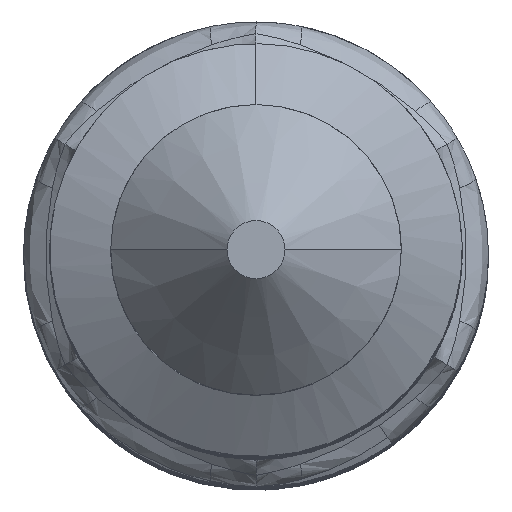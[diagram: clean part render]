
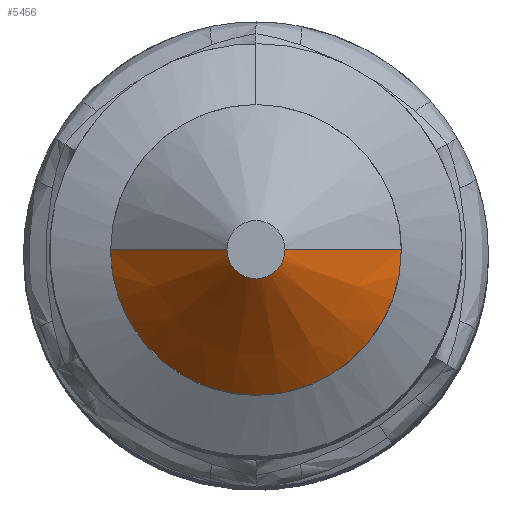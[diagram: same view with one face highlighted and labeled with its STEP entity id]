
A CAD part, top view. The second image highlights one B-rep face of the part: STEP entity #5456.
In plain terms, the highlighted conical face has half-angle 45 degrees and reference radius 0.5 mm.
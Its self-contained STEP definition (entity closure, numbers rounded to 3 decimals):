
#40 = FACE_OUTER_BOUND ( 'NONE', #16123, .T. ) ;
#446 = CARTESIAN_POINT ( 'NONE',  ( 0.5, 0., 0. ) ) ;
#635 = ORIENTED_EDGE ( 'NONE', *, *, #14963, .F. ) ;
#1034 = CARTESIAN_POINT ( 'NONE',  ( -0.5, 0., 0. ) ) ;
#1357 = DIRECTION ( 'NONE',  ( -1., 0., 0. ) ) ;
#1903 = EDGE_CURVE ( 'NONE', #11474, #17265, #6009, .T. ) ;
#3342 = CONICAL_SURFACE ( 'NONE', #9906, 0.5, 0.785 ) ;
#4113 = DIRECTION ( 'NONE',  ( 0., 0., -1. ) ) ;
#4190 = CARTESIAN_POINT ( 'NONE',  ( 0.5, 0., 0. ) ) ;
#4242 = DIRECTION ( 'NONE',  ( 0., 0., -1. ) ) ;
#4549 = VERTEX_POINT ( 'NONE', #4725 ) ;
#4725 = CARTESIAN_POINT ( 'NONE',  ( -2.5, 0., -2. ) ) ;
#5456 = ADVANCED_FACE ( 'NONE', ( #40 ), #3342, .T. ) ;
#6009 = LINE ( 'NONE', #446, #9653 ) ;
#6455 = ORIENTED_EDGE ( 'NONE', *, *, #7792, .F. ) ;
#7028 = AXIS2_PLACEMENT_3D ( 'NONE', #12377, #4113, #13782 ) ;
#7411 = DIRECTION ( 'NONE',  ( -0.707, 0., -0.707 ) ) ;
#7558 = CARTESIAN_POINT ( 'NONE',  ( 0., 0., 0. ) ) ;
#7792 = EDGE_CURVE ( 'NONE', #14211, #11474, #9163, .T. ) ;
#8702 = ORIENTED_EDGE ( 'NONE', *, *, #1903, .F. ) ;
#8929 = DIRECTION ( 'NONE',  ( 1., 0., 0. ) ) ;
#8985 = EDGE_CURVE ( 'NONE', #14211, #4549, #16527, .T. ) ;
#9163 = CIRCLE ( 'NONE', #17445, 0.5 ) ;
#9653 = VECTOR ( 'NONE', #17119, 1000. ) ;
#9906 = AXIS2_PLACEMENT_3D ( 'NONE', #13922, #4242, #1357 ) ;
#11474 = VERTEX_POINT ( 'NONE', #4190 ) ;
#12377 = CARTESIAN_POINT ( 'NONE',  ( 0., 0., -2. ) ) ;
#12418 = VECTOR ( 'NONE', #7411, 1000. ) ;
#13782 = DIRECTION ( 'NONE',  ( 1., 0., 0. ) ) ;
#13798 = CARTESIAN_POINT ( 'NONE',  ( 2.5, 0., -2. ) ) ;
#13922 = CARTESIAN_POINT ( 'NONE',  ( 0., 0., 0. ) ) ;
#14211 = VERTEX_POINT ( 'NONE', #1034 ) ;
#14243 = CARTESIAN_POINT ( 'NONE',  ( -0.5, 0., 0. ) ) ;
#14300 = ORIENTED_EDGE ( 'NONE', *, *, #8985, .T. ) ;
#14963 = EDGE_CURVE ( 'NONE', #17265, #4549, #17019, .T. ) ;
#16123 = EDGE_LOOP ( 'NONE', ( #8702, #6455, #14300, #635 ) ) ;
#16527 = LINE ( 'NONE', #14243, #12418 ) ;
#17019 = CIRCLE ( 'NONE', #7028, 2.5 ) ;
#17119 = DIRECTION ( 'NONE',  ( 0.707, 0., -0.707 ) ) ;
#17215 = DIRECTION ( 'NONE',  ( 0., 0., 1. ) ) ;
#17265 = VERTEX_POINT ( 'NONE', #13798 ) ;
#17445 = AXIS2_PLACEMENT_3D ( 'NONE', #7558, #17215, #8929 ) ;
